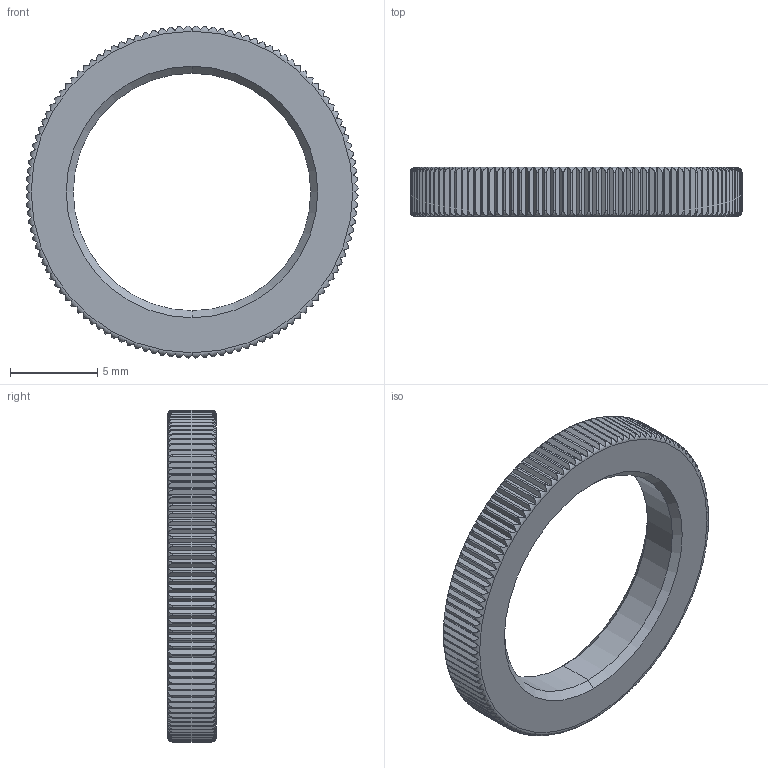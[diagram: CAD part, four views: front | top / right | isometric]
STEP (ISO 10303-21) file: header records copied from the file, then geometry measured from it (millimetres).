
FILE_DESCRIPTION (( 'STEP AP203' ), '1' );
FILE_NAME ('BRSM05.STEP', '2025-09-03T03:45:45', ( '' ), ( '' ), 'SwSTEP 2.0', 'SolidWorks 2020', '' );
FILE_SCHEMA (( 'CONFIG_CONTROL_DESIGN' ));
Length unit declared in the file: millimetre
Products named in the file (1): BRSM05
Bounding box: 19 x 2.8 x 19 mm (x, y, z)
Volume: 366.1 mm3; surface area: 578.7 mm2
Topology: 1 solids, 1 shells, 657 faces, 1897 edges, 1262 vertices
Faces by surface type: plane 460, cylinder 122, bspline 67, torus 4, cone 4
Entity records: 29014 total; most frequent: CARTESIAN_POINT 12816, ORIENTED_EDGE 3794, DIRECTION 2721, EDGE_CURVE 1897, VERTEX_POINT 1262, VECTOR 1027, LINE 1027, AXIS2_PLACEMENT_3D 847
